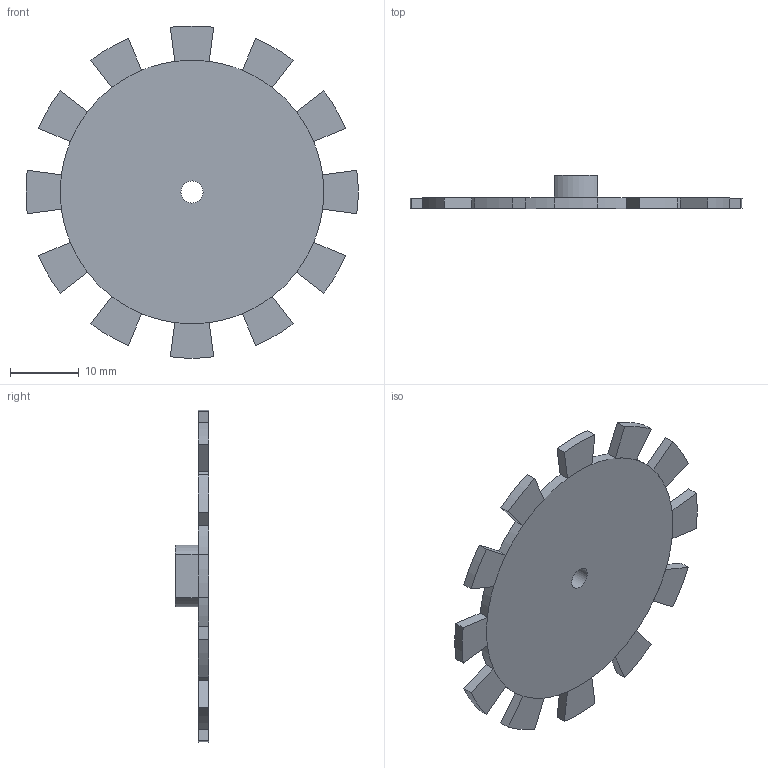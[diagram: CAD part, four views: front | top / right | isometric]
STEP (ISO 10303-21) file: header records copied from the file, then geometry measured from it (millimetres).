
FILE_DESCRIPTION(('FreeCAD Model'),'2;1');
FILE_NAME('Open CASCADE Shape Model','2023-02-23T15:55:39',(''),(''), 'Open CASCADE STEP processor 7.6','FreeCAD','Unknown');
FILE_SCHEMA(('AUTOMOTIVE_DESIGN { 1 0 10303 214 1 1 1 1 }'));
Length unit declared in the file: millimetre
Products named in the file (2): DiscoDentado; Body016
Assembly tree (1 placements, depth 2):
  DiscoDentado
    Body016
Bounding box: 48.15 x 4.8 x 48.15 mm (x, y, z)
Volume: 2356.4 mm3; surface area: 3473.4 mm2
Topology: 1 solids, 1 shells, 102 faces, 251 edges, 152 vertices
Faces by surface type: plane 75, cylinder 27
Full cylindrical faces by diameter (mm): 3.2 x1
Entity records: 6457 total; most frequent: CARTESIAN_POINT 1327, DIRECTION 1010, ORIENTED_EDGE 502, PCURVE 502, DEFINITIONAL_REPRESENTATION 502, LINE 501, VECTOR 501, EDGE_CURVE 251
